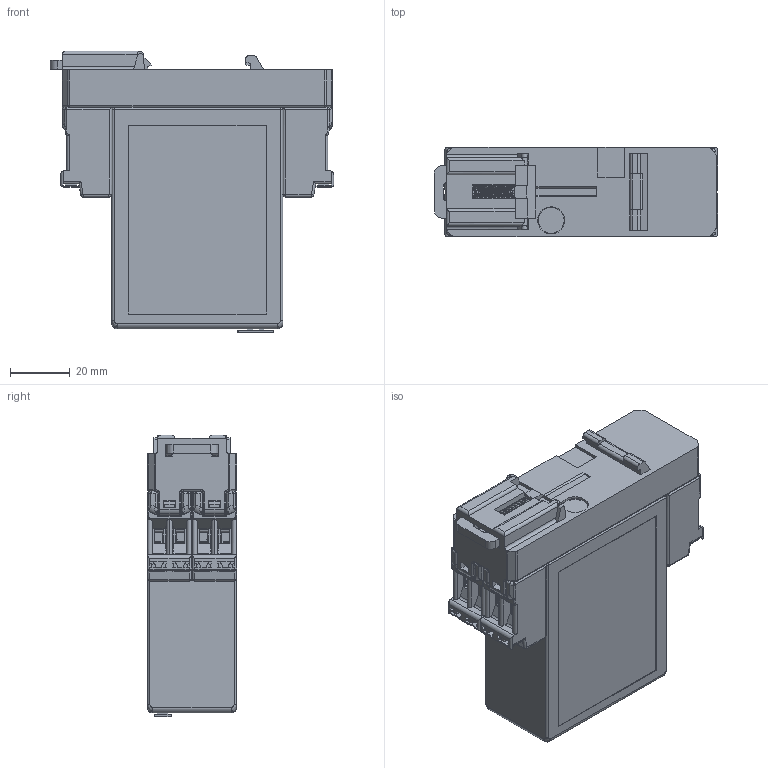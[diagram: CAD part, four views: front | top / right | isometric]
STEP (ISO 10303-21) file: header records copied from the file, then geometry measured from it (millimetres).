
FILE_DESCRIPTION((''),'2;1');
FILE_NAME('05-1141-0168_STP','2012-09-20T',('beil'),(''),'PRO/ENGINEER BY PARAMETRIC TECHNOLOGY CORPORATION, 2011220','PRO/ENGINEER BY PARAMETRIC TECHNOLOGY CORPORATION, 2011220','');
FILE_SCHEMA(('CONFIG_CONTROL_DESIGN'));
Products named in the file (1): 05-1141-0168_STP
Bounding box: 94.5 x 29.8 x 94 mm (x, y, z)
Volume: 181462 mm3; surface area: 42661.5 mm2
Topology: 1 solids, 5 shells, 2671 faces, 7187 edges, 4522 vertices
Faces by surface type: plane 1891, cylinder 572, sphere 68, bspline 58, torus 50, cone 32
Entity records: 88836 total; most frequent: CARTESIAN_POINT 22417, ORIENTED_EDGE 14310, DIRECTION 12984, EDGE_CURVE 7155, VECTOR 5634, LINE 5634, VERTEX_POINT 4506, AXIS2_PLACEMENT_3D 3675
